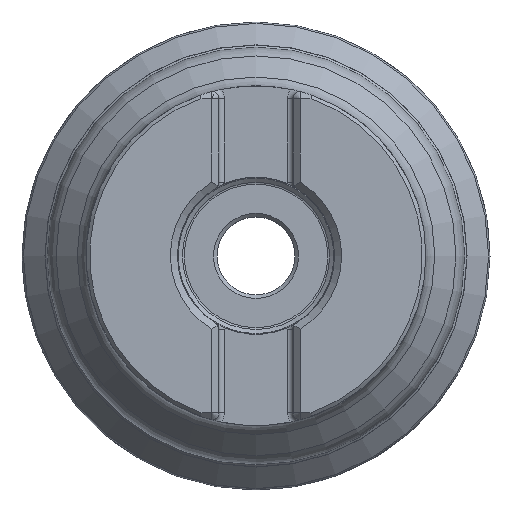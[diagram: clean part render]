
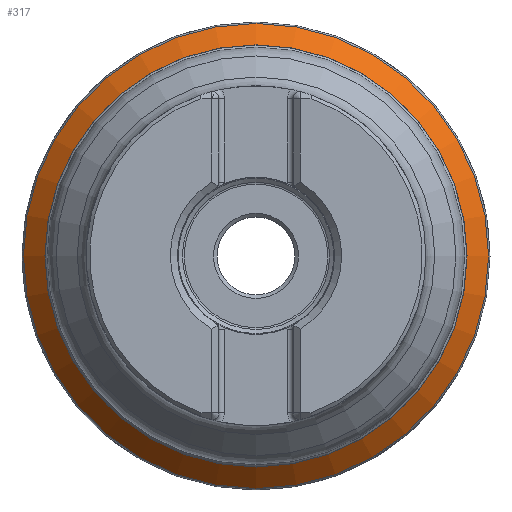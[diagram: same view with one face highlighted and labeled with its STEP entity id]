
A CAD part, top view. The second image highlights one B-rep face of the part: STEP entity #317.
In plain terms, the highlighted face is a revolution surface.
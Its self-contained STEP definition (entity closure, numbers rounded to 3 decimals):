
#317=ADVANCED_FACE('',(#651,#652),#425,.F.);
#425=SURFACE_OF_REVOLUTION('',#479,#452);
#452=AXIS1_PLACEMENT('',#2484,#1837);
#479=B_SPLINE_CURVE_WITH_KNOTS('',5,(#2478,#2479,#2480,#2481,#2482,#2483),
 .UNSPECIFIED.,.F.,.F.,(6,6),(0.,1.),.UNSPECIFIED.);
#531=CIRCLE('',#1601,32.847);
#532=CIRCLE('',#1602,29.813);
#651=FACE_BOUND('',#769,.T.);
#652=FACE_BOUND('',#770,.T.);
#769=EDGE_LOOP('',(#937));
#770=EDGE_LOOP('',(#938));
#937=ORIENTED_EDGE('',*,*,#1416,.F.);
#938=ORIENTED_EDGE('',*,*,#1415,.F.);
#1281=VERTEX_POINT('',#2467);
#1282=VERTEX_POINT('',#2477);
#1415=EDGE_CURVE('',#1281,#1281,#531,.T.);
#1416=EDGE_CURVE('',#1282,#1282,#532,.T.);
#1601=AXIS2_PLACEMENT_3D('',#2466,#1832,#1833);
#1602=AXIS2_PLACEMENT_3D('',#2476,#1835,#1836);
#1832=DIRECTION('',(0.,0.,-1.));
#1833=DIRECTION('',(-1.,0.,0.));
#1835=DIRECTION('',(0.,0.,1.));
#1836=DIRECTION('',(-1.,0.,0.));
#1837=DIRECTION('',(0.,0.,-1.));
#2466=CARTESIAN_POINT('',(0.,0.,-28.701));
#2467=CARTESIAN_POINT('',(-32.847,0.,-28.701));
#2476=CARTESIAN_POINT('',(0.,0.,-25.426));
#2477=CARTESIAN_POINT('',(-29.813,0.,-25.426));
#2478=CARTESIAN_POINT('',(32.847,0.,-28.701));
#2479=CARTESIAN_POINT('',(32.238,0.,-28.048));
#2480=CARTESIAN_POINT('',(31.63,0.,-27.394));
#2481=CARTESIAN_POINT('',(31.024,0.,-26.739));
#2482=CARTESIAN_POINT('',(30.418,0.,-26.083));
#2483=CARTESIAN_POINT('',(29.813,0.,-25.426));
#2484=CARTESIAN_POINT('',(0.,0.,0.));
